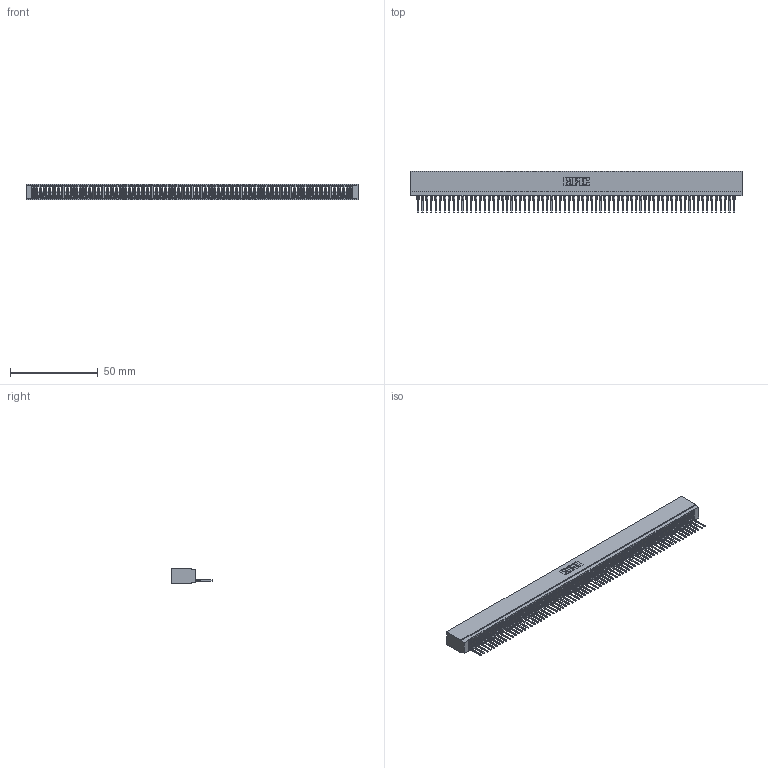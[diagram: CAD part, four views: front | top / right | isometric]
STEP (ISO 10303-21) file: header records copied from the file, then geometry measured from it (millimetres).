
FILE_DESCRIPTION (( 'STEP AP203' ), '1' );
FILE_NAME ('725-072-522-101.STEP', '2026-03-06T01:29:15', ( '' ), ( '' ), 'SwSTEP 2.0', 'SolidWorks 2023', '' );
FILE_SCHEMA (( 'CONFIG_CONTROL_DESIGN' ));
Products named in the file (3): 725 Part_Insulator Option - 01; 725-072-522-101; 745-292-001_522
Assembly tree (73 placements, depth 2):
  725-072-522-101
    725 Part_Insulator Option - 01
    745-292-001_522  x72
Bounding box: 189.48 x 23.51 x 8.89 mm (x, y, z)
Volume: 14246.1 mm3; surface area: 28150.9 mm2
Topology: 73 solids, 73 shells, 8159 faces, 22430 edges, 14136 vertices
Faces by surface type: plane 4879, bspline 1440, cylinder 1408, torus 432
Entity records: 114778 total; most frequent: CARTESIAN_POINT 20727, ORIENTED_EDGE 20294, DIRECTION 17561, EDGE_CURVE 10147, VECTOR 9533, LINE 9533, VERTEX_POINT 6468, AXIS2_PLACEMENT_3D 4014
